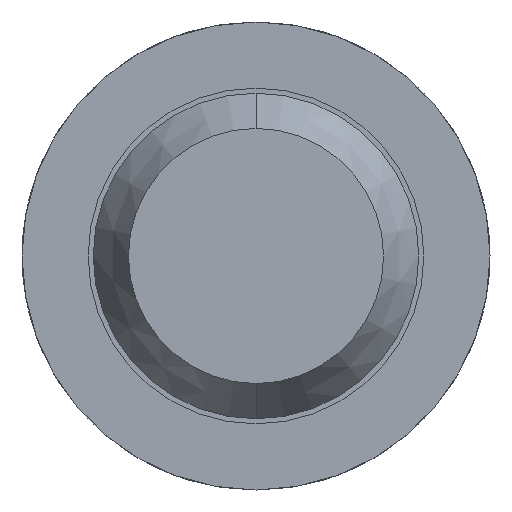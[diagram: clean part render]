
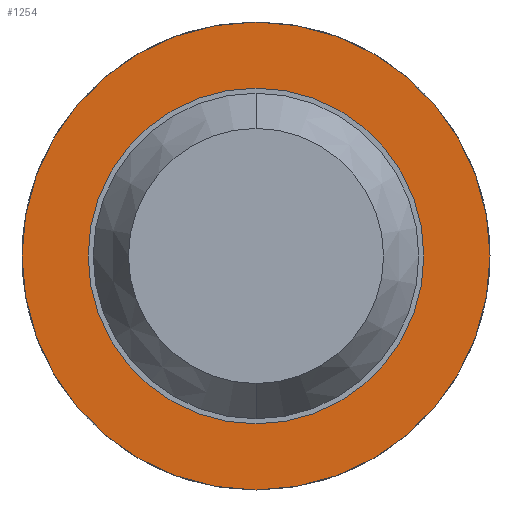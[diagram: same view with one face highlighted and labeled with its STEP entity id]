
A CAD part, front view. The second image highlights one B-rep face of the part: STEP entity #1254.
In plain terms, the highlighted planar face has unit normal (0, -1, 0).
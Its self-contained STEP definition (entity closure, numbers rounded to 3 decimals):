
#169 = DIRECTION ( 'NONE',  ( 0., 1., 0. ) ) ;
#207 = DIRECTION ( 'NONE',  ( 0., 0., 1. ) ) ;
#269 = FACE_BOUND ( 'NONE', #2393, .T. ) ;
#442 = CARTESIAN_POINT ( 'NONE',  ( 0., -1.7, -1.15 ) ) ;
#502 = DIRECTION ( 'NONE',  ( 0., 0., 1. ) ) ;
#531 = ORIENTED_EDGE ( 'NONE', *, *, #3775, .F. ) ;
#776 = EDGE_LOOP ( 'NONE', ( #531, #2095 ) ) ;
#854 = CIRCLE ( 'NONE', #1578, 1.15 ) ;
#985 = AXIS2_PLACEMENT_3D ( 'NONE', #3714, #1396, #502 ) ;
#1104 = VERTEX_POINT ( 'NONE', #3401 ) ;
#1144 = CARTESIAN_POINT ( 'NONE',  ( 0., -1.7, 0. ) ) ;
#1254 = ADVANCED_FACE ( 'Defeature ausgef�hrt2_13', ( #2022, #269 ), #2039, .F. ) ;
#1277 = CIRCLE ( 'NONE', #1455, 0.825 ) ;
#1396 = DIRECTION ( 'NONE',  ( 0., 1., 0. ) ) ;
#1411 = DIRECTION ( 'NONE',  ( 0., 1., 0. ) ) ;
#1455 = AXIS2_PLACEMENT_3D ( 'NONE', #3126, #169, #207 ) ;
#1578 = AXIS2_PLACEMENT_3D ( 'NONE', #1144, #1411, #3161 ) ;
#1852 = EDGE_CURVE ( 'Defeature ausgef�hrt2_13+Defeature ausgef�hrt2_12+Defeature ausgef�hrt2_12+Defeature ausgef�hrt2_12', #2897, #1104, #3380, .T. ) ;
#1869 = CARTESIAN_POINT ( 'NONE',  ( 0., -1.7, -0.825 ) ) ;
#1979 = DIRECTION ( 'NONE',  ( 0., 0., 1. ) ) ;
#2022 = FACE_OUTER_BOUND ( 'NONE', #776, .T. ) ;
#2039 = PLANE ( 'NONE',  #2213 ) ;
#2095 = ORIENTED_EDGE ( 'NONE', *, *, #3293, .F. ) ;
#2167 = AXIS2_PLACEMENT_3D ( 'NONE', #2271, #3451, #1979 ) ;
#2199 = VERTEX_POINT ( 'NONE', #442 ) ;
#2213 = AXIS2_PLACEMENT_3D ( 'NONE', #2906, #3222, #2856 ) ;
#2226 = VERTEX_POINT ( 'NONE', #2786 ) ;
#2271 = CARTESIAN_POINT ( 'NONE',  ( 0., -1.7, 0. ) ) ;
#2393 = EDGE_LOOP ( 'NONE', ( #3112, #3343 ) ) ;
#2786 = CARTESIAN_POINT ( 'NONE',  ( 0., -1.7, 1.15 ) ) ;
#2856 = DIRECTION ( 'NONE',  ( 0., 0., 1. ) ) ;
#2897 = VERTEX_POINT ( 'NONE', #1869 ) ;
#2906 = CARTESIAN_POINT ( 'NONE',  ( 0.825, -1.7, 0. ) ) ;
#2926 = EDGE_CURVE ( 'Defeature ausgef�hrt2_13+Defeature ausgef�hrt2_12+Defeature ausgef�hrt2_12+Defeature ausgef�hrt2_12', #1104, #2897, #1277, .T. ) ;
#3112 = ORIENTED_EDGE ( 'NONE', *, *, #2926, .T. ) ;
#3126 = CARTESIAN_POINT ( 'NONE',  ( 0., -1.7, 0. ) ) ;
#3161 = DIRECTION ( 'NONE',  ( 0., 0., 1. ) ) ;
#3222 = DIRECTION ( 'NONE',  ( 0., 1., 0. ) ) ;
#3293 = EDGE_CURVE ( 'Defeature ausgef�hrt2_9+Defeature ausgef�hrt2_13+Defeature ausgef�hrt2_13+Defeature ausgef�hrt2_13', #2199, #2226, #854, .T. ) ;
#3343 = ORIENTED_EDGE ( 'NONE', *, *, #1852, .T. ) ;
#3380 = CIRCLE ( 'NONE', #985, 0.825 ) ;
#3401 = CARTESIAN_POINT ( 'NONE',  ( 0., -1.7, 0.825 ) ) ;
#3451 = DIRECTION ( 'NONE',  ( 0., 1., 0. ) ) ;
#3525 = CIRCLE ( 'NONE', #2167, 1.15 ) ;
#3714 = CARTESIAN_POINT ( 'NONE',  ( 0., -1.7, 0. ) ) ;
#3775 = EDGE_CURVE ( 'Defeature ausgef�hrt2_9+Defeature ausgef�hrt2_13+Defeature ausgef�hrt2_13+Defeature ausgef�hrt2_13', #2226, #2199, #3525, .T. ) ;
